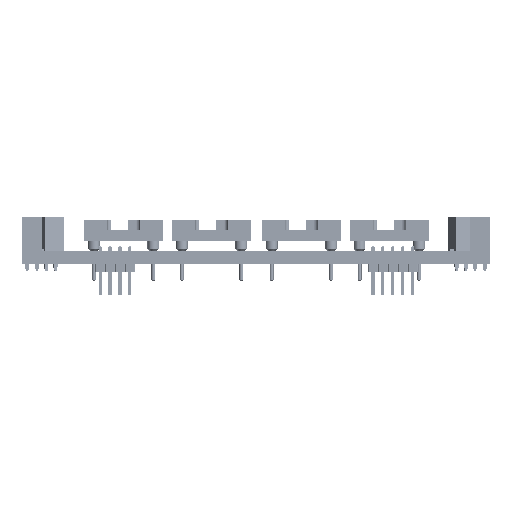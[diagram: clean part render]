
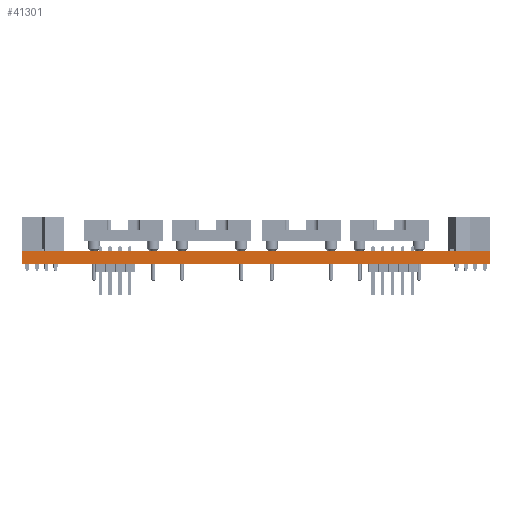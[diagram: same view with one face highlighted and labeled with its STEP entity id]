
A CAD part, front view. The second image highlights one B-rep face of the part: STEP entity #41301.
In plain terms, the highlighted planar face has unit normal (0, -1, 0).
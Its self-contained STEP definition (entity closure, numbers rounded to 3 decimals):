
#41301 = ADVANCED_FACE('',(#41302),#41316,.T.);
#41302 = FACE_BOUND('',#41303,.T.);
#41303 = EDGE_LOOP('',(#41304,#41339,#41367,#41395));
#41304 = ORIENTED_EDGE('',*,*,#41305,.T.);
#41305 = EDGE_CURVE('',#41306,#41308,#41310,.T.);
#41306 = VERTEX_POINT('',#41307);
#41307 = CARTESIAN_POINT('',(84.9,-84.9,0.));
#41308 = VERTEX_POINT('',#41309);
#41309 = CARTESIAN_POINT('',(84.9,-84.9,1.58));
#41310 = SURFACE_CURVE('',#41311,(#41315,#41327),.PCURVE_S1.);
#41311 = LINE('',#41312,#41313);
#41312 = CARTESIAN_POINT('',(84.9,-84.9,0.));
#41313 = VECTOR('',#41314,1.);
#41314 = DIRECTION('',(0.,0.,1.));
#41315 = PCURVE('',#41316,#41321);
#41316 = PLANE('',#41317);
#41317 = AXIS2_PLACEMENT_3D('',#41318,#41319,#41320);
#41318 = CARTESIAN_POINT('',(84.9,-84.9,0.));
#41319 = DIRECTION('',(0.,-1.,0.));
#41320 = DIRECTION('',(-1.,0.,0.));
#41321 = DEFINITIONAL_REPRESENTATION('',(#41322),#41326);
#41322 = LINE('',#41323,#41324);
#41323 = CARTESIAN_POINT('',(0.,-0.));
#41324 = VECTOR('',#41325,1.);
#41325 = DIRECTION('',(0.,-1.));
#41326 = ( GEOMETRIC_REPRESENTATION_CONTEXT(2) 
PARAMETRIC_REPRESENTATION_CONTEXT() REPRESENTATION_CONTEXT('2D SPACE',''
  ) );
#41327 = PCURVE('',#41328,#41333);
#41328 = PLANE('',#41329);
#41329 = AXIS2_PLACEMENT_3D('',#41330,#41331,#41332);
#41330 = CARTESIAN_POINT('',(84.9,-25.,0.));
#41331 = DIRECTION('',(1.,0.,-0.));
#41332 = DIRECTION('',(0.,-1.,0.));
#41333 = DEFINITIONAL_REPRESENTATION('',(#41334),#41338);
#41334 = LINE('',#41335,#41336);
#41335 = CARTESIAN_POINT('',(59.9,0.));
#41336 = VECTOR('',#41337,1.);
#41337 = DIRECTION('',(0.,-1.));
#41338 = ( GEOMETRIC_REPRESENTATION_CONTEXT(2) 
PARAMETRIC_REPRESENTATION_CONTEXT() REPRESENTATION_CONTEXT('2D SPACE',''
  ) );
#41339 = ORIENTED_EDGE('',*,*,#41340,.T.);
#41340 = EDGE_CURVE('',#41308,#41341,#41343,.T.);
#41341 = VERTEX_POINT('',#41342);
#41342 = CARTESIAN_POINT('',(25.,-84.9,1.58));
#41343 = SURFACE_CURVE('',#41344,(#41348,#41355),.PCURVE_S1.);
#41344 = LINE('',#41345,#41346);
#41345 = CARTESIAN_POINT('',(84.9,-84.9,1.58));
#41346 = VECTOR('',#41347,1.);
#41347 = DIRECTION('',(-1.,0.,0.));
#41348 = PCURVE('',#41316,#41349);
#41349 = DEFINITIONAL_REPRESENTATION('',(#41350),#41354);
#41350 = LINE('',#41351,#41352);
#41351 = CARTESIAN_POINT('',(0.,-1.58));
#41352 = VECTOR('',#41353,1.);
#41353 = DIRECTION('',(1.,0.));
#41354 = ( GEOMETRIC_REPRESENTATION_CONTEXT(2) 
PARAMETRIC_REPRESENTATION_CONTEXT() REPRESENTATION_CONTEXT('2D SPACE',''
  ) );
#41355 = PCURVE('',#41356,#41361);
#41356 = PLANE('',#41357);
#41357 = AXIS2_PLACEMENT_3D('',#41358,#41359,#41360);
#41358 = CARTESIAN_POINT('',(54.95,-54.95,1.58));
#41359 = DIRECTION('',(-0.,-0.,-1.));
#41360 = DIRECTION('',(-1.,0.,0.));
#41361 = DEFINITIONAL_REPRESENTATION('',(#41362),#41366);
#41362 = LINE('',#41363,#41364);
#41363 = CARTESIAN_POINT('',(-29.95,-29.95));
#41364 = VECTOR('',#41365,1.);
#41365 = DIRECTION('',(1.,0.));
#41366 = ( GEOMETRIC_REPRESENTATION_CONTEXT(2) 
PARAMETRIC_REPRESENTATION_CONTEXT() REPRESENTATION_CONTEXT('2D SPACE',''
  ) );
#41367 = ORIENTED_EDGE('',*,*,#41368,.F.);
#41368 = EDGE_CURVE('',#41369,#41341,#41371,.T.);
#41369 = VERTEX_POINT('',#41370);
#41370 = CARTESIAN_POINT('',(25.,-84.9,0.));
#41371 = SURFACE_CURVE('',#41372,(#41376,#41383),.PCURVE_S1.);
#41372 = LINE('',#41373,#41374);
#41373 = CARTESIAN_POINT('',(25.,-84.9,0.));
#41374 = VECTOR('',#41375,1.);
#41375 = DIRECTION('',(0.,0.,1.));
#41376 = PCURVE('',#41316,#41377);
#41377 = DEFINITIONAL_REPRESENTATION('',(#41378),#41382);
#41378 = LINE('',#41379,#41380);
#41379 = CARTESIAN_POINT('',(59.9,0.));
#41380 = VECTOR('',#41381,1.);
#41381 = DIRECTION('',(0.,-1.));
#41382 = ( GEOMETRIC_REPRESENTATION_CONTEXT(2) 
PARAMETRIC_REPRESENTATION_CONTEXT() REPRESENTATION_CONTEXT('2D SPACE',''
  ) );
#41383 = PCURVE('',#41384,#41389);
#41384 = PLANE('',#41385);
#41385 = AXIS2_PLACEMENT_3D('',#41386,#41387,#41388);
#41386 = CARTESIAN_POINT('',(25.,-84.9,0.));
#41387 = DIRECTION('',(-1.,0.,0.));
#41388 = DIRECTION('',(0.,1.,0.));
#41389 = DEFINITIONAL_REPRESENTATION('',(#41390),#41394);
#41390 = LINE('',#41391,#41392);
#41391 = CARTESIAN_POINT('',(0.,0.));
#41392 = VECTOR('',#41393,1.);
#41393 = DIRECTION('',(0.,-1.));
#41394 = ( GEOMETRIC_REPRESENTATION_CONTEXT(2) 
PARAMETRIC_REPRESENTATION_CONTEXT() REPRESENTATION_CONTEXT('2D SPACE',''
  ) );
#41395 = ORIENTED_EDGE('',*,*,#41396,.F.);
#41396 = EDGE_CURVE('',#41306,#41369,#41397,.T.);
#41397 = SURFACE_CURVE('',#41398,(#41402,#41409),.PCURVE_S1.);
#41398 = LINE('',#41399,#41400);
#41399 = CARTESIAN_POINT('',(84.9,-84.9,0.));
#41400 = VECTOR('',#41401,1.);
#41401 = DIRECTION('',(-1.,0.,0.));
#41402 = PCURVE('',#41316,#41403);
#41403 = DEFINITIONAL_REPRESENTATION('',(#41404),#41408);
#41404 = LINE('',#41405,#41406);
#41405 = CARTESIAN_POINT('',(0.,-0.));
#41406 = VECTOR('',#41407,1.);
#41407 = DIRECTION('',(1.,0.));
#41408 = ( GEOMETRIC_REPRESENTATION_CONTEXT(2) 
PARAMETRIC_REPRESENTATION_CONTEXT() REPRESENTATION_CONTEXT('2D SPACE',''
  ) );
#41409 = PCURVE('',#41410,#41415);
#41410 = PLANE('',#41411);
#41411 = AXIS2_PLACEMENT_3D('',#41412,#41413,#41414);
#41412 = CARTESIAN_POINT('',(54.95,-54.95,0.));
#41413 = DIRECTION('',(-0.,-0.,-1.));
#41414 = DIRECTION('',(-1.,0.,0.));
#41415 = DEFINITIONAL_REPRESENTATION('',(#41416),#41420);
#41416 = LINE('',#41417,#41418);
#41417 = CARTESIAN_POINT('',(-29.95,-29.95));
#41418 = VECTOR('',#41419,1.);
#41419 = DIRECTION('',(1.,0.));
#41420 = ( GEOMETRIC_REPRESENTATION_CONTEXT(2) 
PARAMETRIC_REPRESENTATION_CONTEXT() REPRESENTATION_CONTEXT('2D SPACE',''
  ) );
